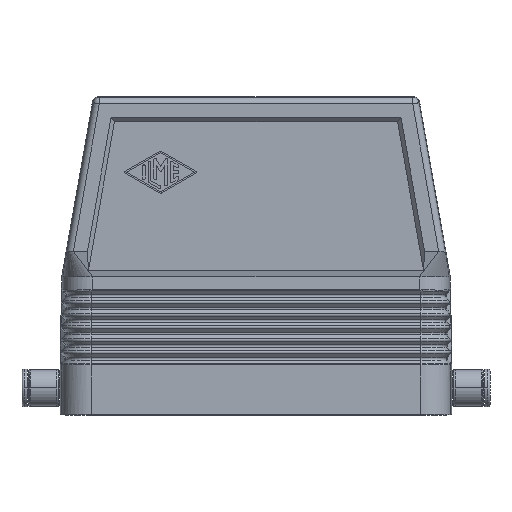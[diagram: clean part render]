
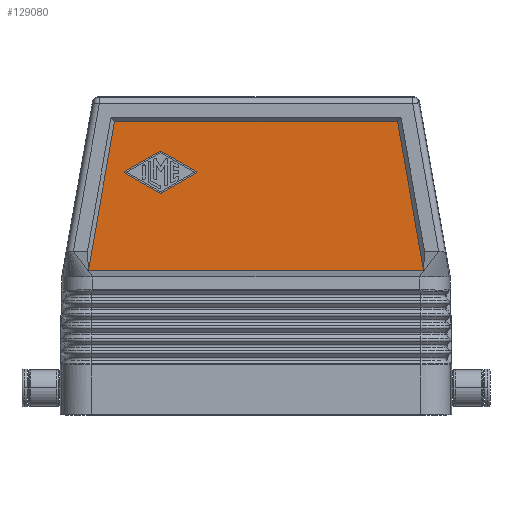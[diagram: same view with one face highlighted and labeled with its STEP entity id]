
A CAD part, left-side view. The second image highlights one B-rep face of the part: STEP entity #129080.
In plain terms, the highlighted planar face has unit normal (-1, 0, 0).
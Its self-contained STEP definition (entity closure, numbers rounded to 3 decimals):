
#109850=CARTESIAN_POINT('',(374.083,50.926,
70.233));
#109860=VERTEX_POINT('',#109850);
#109890=CARTESIAN_POINT('',(374.083,61.144,
12.233));
#109900=DIRECTION('',(0.,-0.174,0.985));
#109910=VECTOR('',#109900,1.);
#109920=LINE('',#109890,#109910);
#109930=CARTESIAN_POINT('',(374.083,57.156,
34.87));
#109940=VERTEX_POINT('',#109930);
#109950=EDGE_CURVE('',#109940,#109860,#109920,.T.);
#127640=CARTESIAN_POINT('',(374.083,-16.613,
70.233));
#127650=VERTEX_POINT('',#127640);
#127680=CARTESIAN_POINT('',(374.083,44.373,
70.233));
#127690=DIRECTION('',(0.,1.,0.));
#127700=VECTOR('',#127690,1.);
#127710=LINE('',#127680,#127700);
#127720=EDGE_CURVE('',#127650,#109860,#127710,.T.);
#127950=CARTESIAN_POINT('',(374.083,-22.843,
34.87));
#127960=VERTEX_POINT('',#127950);
#127990=CARTESIAN_POINT('',(374.083,-26.831,
12.233));
#128000=DIRECTION('',(0.,0.174,0.985));
#128010=VECTOR('',#128000,1.);
#128020=LINE('',#127990,#128010);
#128030=EDGE_CURVE('',#127960,#127650,#128020,.T.);
#128220=CARTESIAN_POINT('',(374.083,-12.317,
48.893));
#128230=DIRECTION('',(1.,0.,0.));
#128240=DIRECTION('',(0.,1.,0.));
#128250=AXIS2_PLACEMENT_3D('',#128220,#128230,#128240);
#128260=PLANE('',#128250);
#128270=CARTESIAN_POINT('',(374.083,44.373,
34.87));
#128280=DIRECTION('',(-0.,1.,0.));
#128290=VECTOR('',#128280,1.);
#128300=LINE('',#128270,#128290);
#128310=EDGE_CURVE('',#127960,#109940,#128300,.T.);
#128320=ORIENTED_EDGE('',*,*,#128310,.F.);
#128330=ORIENTED_EDGE('',*,*,#109950,.F.);
#128340=ORIENTED_EDGE('',*,*,#127720,.T.);
#128350=ORIENTED_EDGE('',*,*,#128030,.T.);
#128360=EDGE_LOOP('',(#128350,#128340,#128330,#128320));
#128370=FACE_OUTER_BOUND('',#128360,.T.);
#128380=CARTESIAN_POINT('',(374.083,44.373,
50.63));
#128390=DIRECTION('',(0.,-0.868,0.496));
#128400=VECTOR('',#128390,1.);
#128410=LINE('',#128380,#128400);
#128420=CARTESIAN_POINT('',(374.083,39.741,
53.277));
#128430=VERTEX_POINT('',#128420);
#128440=CARTESIAN_POINT('',(374.083,31.324,
58.088));
#128450=VERTEX_POINT('',#128440);
#128460=EDGE_CURVE('',#128430,#128450,#128410,.T.);
#128470=ORIENTED_EDGE('',*,*,#128460,.F.);
#128480=CARTESIAN_POINT('',(374.083,31.407,
58.233));
#128490=DIRECTION('',(-1.,0.,0.));
#128500=DIRECTION('',(0.,-1.,0.));
#128510=AXIS2_PLACEMENT_3D('',#128480,#128490,#128500);
#128520=CIRCLE('',#128510,0.167);
#128530=CARTESIAN_POINT('',(374.083,31.324,
58.377));
#128540=VERTEX_POINT('',#128530);
#128550=EDGE_CURVE('',#128450,#128540,#128520,.T.);
#128560=ORIENTED_EDGE('',*,*,#128550,.F.);
#128570=CARTESIAN_POINT('',(374.083,44.373,
65.836));
#128580=DIRECTION('',(0.,0.868,0.496));
#128590=VECTOR('',#128580,1.);
#128600=LINE('',#128570,#128590);
#128610=CARTESIAN_POINT('',(374.083,39.741,
63.188));
#128620=VERTEX_POINT('',#128610);
#128630=EDGE_CURVE('',#128540,#128620,#128600,.T.);
#128640=ORIENTED_EDGE('',*,*,#128630,.F.);
#128650=CARTESIAN_POINT('',(374.083,39.906,
62.899));
#128660=DIRECTION('',(-1.,0.,0.));
#128670=DIRECTION('',(0.,-1.,0.));
#128680=AXIS2_PLACEMENT_3D('',#128650,#128660,#128670);
#128690=CIRCLE('',#128680,0.333);
#128700=CARTESIAN_POINT('',(374.083,40.072,
63.188));
#128710=VERTEX_POINT('',#128700);
#128720=EDGE_CURVE('',#128620,#128710,#128690,.T.);
#128730=ORIENTED_EDGE('',*,*,#128720,.F.);
#128740=CARTESIAN_POINT('',(374.083,44.373,
60.73));
#128750=DIRECTION('',(0.,0.868,-0.496));
#128760=VECTOR('',#128750,1.);
#128770=LINE('',#128740,#128760);
#128780=CARTESIAN_POINT('',(374.083,48.488,
58.377));
#128790=VERTEX_POINT('',#128780);
#128800=EDGE_CURVE('',#128710,#128790,#128770,.T.);
#128810=ORIENTED_EDGE('',*,*,#128800,.F.);
#128820=CARTESIAN_POINT('',(374.083,48.405,
58.233));
#128830=DIRECTION('',(-1.,0.,0.));
#128840=DIRECTION('',(0.,-1.,0.));
#128850=AXIS2_PLACEMENT_3D('',#128820,#128830,#128840);
#128860=CIRCLE('',#128850,0.167);
#128870=CARTESIAN_POINT('',(374.083,48.488,
58.088));
#128880=VERTEX_POINT('',#128870);
#128890=EDGE_CURVE('',#128790,#128880,#128860,.T.);
#128900=ORIENTED_EDGE('',*,*,#128890,.F.);
#128910=CARTESIAN_POINT('',(374.083,44.373,
55.735));
#128920=DIRECTION('',(0.,-0.868,-0.496));
#128930=VECTOR('',#128920,1.);
#128940=LINE('',#128910,#128930);
#128950=CARTESIAN_POINT('',(374.083,40.072,
53.277));
#128960=VERTEX_POINT('',#128950);
#128970=EDGE_CURVE('',#128880,#128960,#128940,.T.);
#128980=ORIENTED_EDGE('',*,*,#128970,.F.);
#128990=CARTESIAN_POINT('',(374.083,39.906,
53.566));
#129000=DIRECTION('',(-1.,0.,0.));
#129010=DIRECTION('',(0.,-1.,0.));
#129020=AXIS2_PLACEMENT_3D('',#128990,#129000,#129010);
#129030=CIRCLE('',#129020,0.333);
#129040=EDGE_CURVE('',#128960,#128430,#129030,.T.);
#129050=ORIENTED_EDGE('',*,*,#129040,.F.);
#129060=EDGE_LOOP('',(#129050,#128980,#128900,#128810,#128730,#128640,
#128560,#128470));
#129070=FACE_BOUND('',#129060,.T.);
#129080=ADVANCED_FACE('',(#128370,#129070),#128260,.F.);
